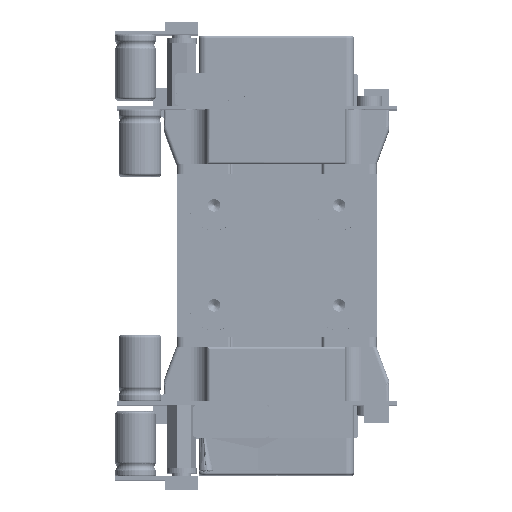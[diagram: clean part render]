
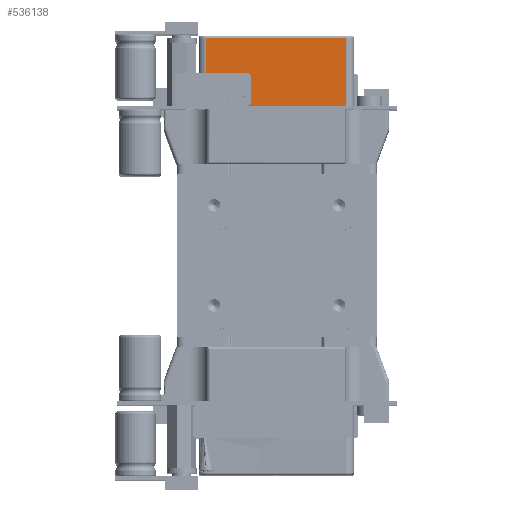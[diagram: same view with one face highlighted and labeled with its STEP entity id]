
A CAD part, top view. The second image highlights one B-rep face of the part: STEP entity #536138.
In plain terms, the highlighted planar face has unit normal (0, 0, 1).
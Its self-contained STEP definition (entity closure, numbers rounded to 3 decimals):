
#524181 = VERTEX_POINT('',#524182);
#524182 = CARTESIAN_POINT('',(27.809,86.872,
    141.157));
#524190 = CYLINDRICAL_SURFACE('',#524191,1.);
#524191 = AXIS2_PLACEMENT_3D('',#524192,#524193,#524194);
#524192 = CARTESIAN_POINT('',(27.809,86.872,
    140.157));
#524193 = DIRECTION('',(-1.,0.,0.));
#524194 = DIRECTION('',(0.,1.,0.));
#524212 = EDGE_CURVE('',#524181,#524213,#524215,.T.);
#524213 = VERTEX_POINT('',#524214);
#524214 = CARTESIAN_POINT('',(-28.191,86.872,
    141.157));
#524215 = SURFACE_CURVE('',#524216,(#524220,#524227),.PCURVE_S1.);
#524216 = LINE('',#524217,#524218);
#524217 = CARTESIAN_POINT('',(27.809,86.872,
    141.157));
#524218 = VECTOR('',#524219,1.);
#524219 = DIRECTION('',(-1.,0.,0.));
#524220 = PCURVE('',#524190,#524221);
#524221 = DEFINITIONAL_REPRESENTATION('',(#524222),#524226);
#524222 = LINE('',#524223,#524224);
#524223 = CARTESIAN_POINT('',(-1.571,0.));
#524224 = VECTOR('',#524225,1.);
#524225 = DIRECTION('',(-0.,1.));
#524226 = ( GEOMETRIC_REPRESENTATION_CONTEXT(2) 
PARAMETRIC_REPRESENTATION_CONTEXT() REPRESENTATION_CONTEXT('2D SPACE',''
  ) );
#524227 = PCURVE('',#524228,#524233);
#524228 = PLANE('',#524229);
#524229 = AXIS2_PLACEMENT_3D('',#524230,#524231,#524232);
#524230 = CARTESIAN_POINT('',(-0.191,73.372,
    141.157));
#524231 = DIRECTION('',(0.,0.,1.));
#524232 = DIRECTION('',(0.,-1.,0.));
#524233 = DEFINITIONAL_REPRESENTATION('',(#524234),#524238);
#524234 = LINE('',#524235,#524236);
#524235 = CARTESIAN_POINT('',(-13.5,28.));
#524236 = VECTOR('',#524237,1.);
#524237 = DIRECTION('',(0.,-1.));
#524238 = ( GEOMETRIC_REPRESENTATION_CONTEXT(2) 
PARAMETRIC_REPRESENTATION_CONTEXT() REPRESENTATION_CONTEXT('2D SPACE',''
  ) );
#524363 = CYLINDRICAL_SURFACE('',#524364,3.);
#524364 = AXIS2_PLACEMENT_3D('',#524365,#524366,#524367);
#524365 = CARTESIAN_POINT('',(27.809,87.872,
    138.157));
#524366 = DIRECTION('',(0.,1.,0.));
#524367 = DIRECTION('',(0.,0.,-1.));
#528291 = CYLINDRICAL_SURFACE('',#528292,3.);
#528292 = AXIS2_PLACEMENT_3D('',#528293,#528294,#528295);
#528293 = CARTESIAN_POINT('',(-28.191,87.872,
    138.157));
#528294 = DIRECTION('',(0.,1.,0.));
#528295 = DIRECTION('',(0.,0.,-1.));
#536138 = ADVANCED_FACE('',(#536139),#524228,.T.);
#536139 = FACE_BOUND('',#536140,.T.);
#536140 = EDGE_LOOP('',(#536141,#536142,#536165,#536193));
#536141 = ORIENTED_EDGE('',*,*,#524212,.T.);
#536142 = ORIENTED_EDGE('',*,*,#536143,.T.);
#536143 = EDGE_CURVE('',#524213,#536144,#536146,.T.);
#536144 = VERTEX_POINT('',#536145);
#536145 = CARTESIAN_POINT('',(-28.191,59.872,
    141.157));
#536146 = SURFACE_CURVE('',#536147,(#536151,#536158),.PCURVE_S1.);
#536147 = LINE('',#536148,#536149);
#536148 = CARTESIAN_POINT('',(-28.191,87.872,
    141.157));
#536149 = VECTOR('',#536150,1.);
#536150 = DIRECTION('',(0.,-1.,0.));
#536151 = PCURVE('',#524228,#536152);
#536152 = DEFINITIONAL_REPRESENTATION('',(#536153),#536157);
#536153 = LINE('',#536154,#536155);
#536154 = CARTESIAN_POINT('',(-14.5,-28.));
#536155 = VECTOR('',#536156,1.);
#536156 = DIRECTION('',(1.,0.));
#536157 = ( GEOMETRIC_REPRESENTATION_CONTEXT(2) 
PARAMETRIC_REPRESENTATION_CONTEXT() REPRESENTATION_CONTEXT('2D SPACE',''
  ) );
#536158 = PCURVE('',#528291,#536159);
#536159 = DEFINITIONAL_REPRESENTATION('',(#536160),#536164);
#536160 = LINE('',#536161,#536162);
#536161 = CARTESIAN_POINT('',(3.142,0.));
#536162 = VECTOR('',#536163,1.);
#536163 = DIRECTION('',(0.,-1.));
#536164 = ( GEOMETRIC_REPRESENTATION_CONTEXT(2) 
PARAMETRIC_REPRESENTATION_CONTEXT() REPRESENTATION_CONTEXT('2D SPACE',''
  ) );
#536165 = ORIENTED_EDGE('',*,*,#536166,.F.);
#536166 = EDGE_CURVE('',#536167,#536144,#536169,.T.);
#536167 = VERTEX_POINT('',#536168);
#536168 = CARTESIAN_POINT('',(27.809,59.872,
    141.157));
#536169 = SURFACE_CURVE('',#536170,(#536174,#536181),.PCURVE_S1.);
#536170 = LINE('',#536171,#536172);
#536171 = CARTESIAN_POINT('',(27.809,59.872,
    141.157));
#536172 = VECTOR('',#536173,1.);
#536173 = DIRECTION('',(-1.,0.,0.));
#536174 = PCURVE('',#524228,#536175);
#536175 = DEFINITIONAL_REPRESENTATION('',(#536176),#536180);
#536176 = LINE('',#536177,#536178);
#536177 = CARTESIAN_POINT('',(13.5,28.));
#536178 = VECTOR('',#536179,1.);
#536179 = DIRECTION('',(0.,-1.));
#536180 = ( GEOMETRIC_REPRESENTATION_CONTEXT(2) 
PARAMETRIC_REPRESENTATION_CONTEXT() REPRESENTATION_CONTEXT('2D SPACE',''
  ) );
#536181 = PCURVE('',#536182,#536187);
#536182 = PLANE('',#536183);
#536183 = AXIS2_PLACEMENT_3D('',#536184,#536185,#536186);
#536184 = CARTESIAN_POINT('',(-0.191,59.872,
    85.157));
#536185 = DIRECTION('',(0.,-1.,0.));
#536186 = DIRECTION('',(0.,0.,1.));
#536187 = DEFINITIONAL_REPRESENTATION('',(#536188),#536192);
#536188 = LINE('',#536189,#536190);
#536189 = CARTESIAN_POINT('',(56.,-28.));
#536190 = VECTOR('',#536191,1.);
#536191 = DIRECTION('',(0.,1.));
#536192 = ( GEOMETRIC_REPRESENTATION_CONTEXT(2) 
PARAMETRIC_REPRESENTATION_CONTEXT() REPRESENTATION_CONTEXT('2D SPACE',''
  ) );
#536193 = ORIENTED_EDGE('',*,*,#536194,.F.);
#536194 = EDGE_CURVE('',#524181,#536167,#536195,.T.);
#536195 = SURFACE_CURVE('',#536196,(#536200,#536207),.PCURVE_S1.);
#536196 = LINE('',#536197,#536198);
#536197 = CARTESIAN_POINT('',(27.809,85.872,
    141.157));
#536198 = VECTOR('',#536199,1.);
#536199 = DIRECTION('',(0.,-1.,0.));
#536200 = PCURVE('',#524228,#536201);
#536201 = DEFINITIONAL_REPRESENTATION('',(#536202),#536206);
#536202 = LINE('',#536203,#536204);
#536203 = CARTESIAN_POINT('',(-12.5,28.));
#536204 = VECTOR('',#536205,1.);
#536205 = DIRECTION('',(1.,0.));
#536206 = ( GEOMETRIC_REPRESENTATION_CONTEXT(2) 
PARAMETRIC_REPRESENTATION_CONTEXT() REPRESENTATION_CONTEXT('2D SPACE',''
  ) );
#536207 = PCURVE('',#524363,#536208);
#536208 = DEFINITIONAL_REPRESENTATION('',(#536209),#536213);
#536209 = LINE('',#536210,#536211);
#536210 = CARTESIAN_POINT('',(3.142,-2.));
#536211 = VECTOR('',#536212,1.);
#536212 = DIRECTION('',(0.,-1.));
#536213 = ( GEOMETRIC_REPRESENTATION_CONTEXT(2) 
PARAMETRIC_REPRESENTATION_CONTEXT() REPRESENTATION_CONTEXT('2D SPACE',''
  ) );
